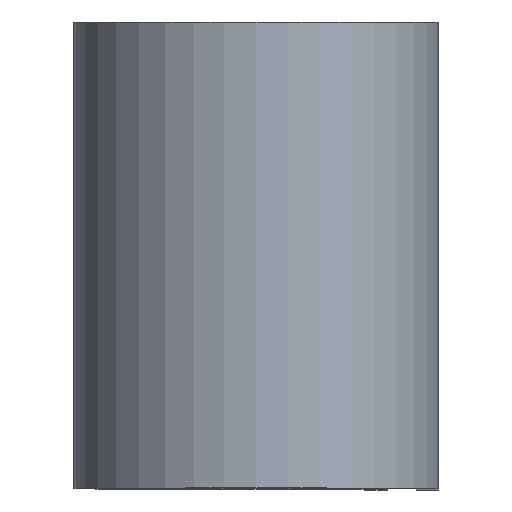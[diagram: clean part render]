
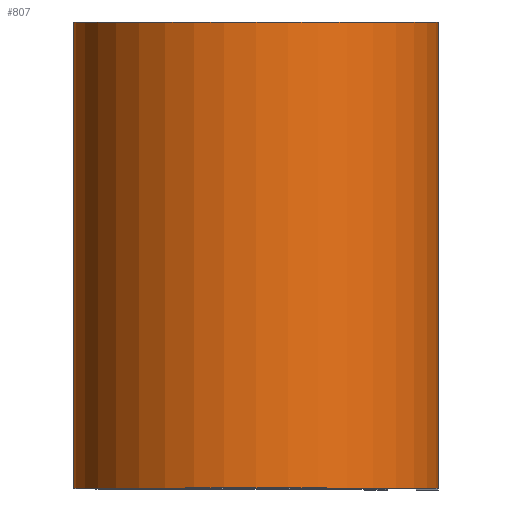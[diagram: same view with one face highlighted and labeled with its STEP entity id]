
A CAD part, top view. The second image highlights one B-rep face of the part: STEP entity #807.
In plain terms, the highlighted cylindrical face has radius 9.944 mm (diameter 19.888 mm), a partial arc.
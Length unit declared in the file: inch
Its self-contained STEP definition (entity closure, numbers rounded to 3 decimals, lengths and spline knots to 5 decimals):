
#11 = VERTEX_POINT ( 'NONE', #346 ) ;
#44 = CARTESIAN_POINT ( 'NONE',  ( -0.3915, 0.5, 0.687 ) ) ;
#51 = AXIS2_PLACEMENT_3D ( 'NONE', #491, #90, #561 ) ;
#76 = ORIENTED_EDGE ( 'NONE', *, *, #529, .T. ) ;
#85 = CIRCLE ( 'NONE', #648, 0.3915 ) ;
#90 = DIRECTION ( 'NONE',  ( 0., 1., 0. ) ) ;
#121 = CARTESIAN_POINT ( 'NONE',  ( 0., 0.5, 0.687 ) ) ;
#138 = VERTEX_POINT ( 'NONE', #689 ) ;
#168 = DIRECTION ( 'NONE',  ( 0., 1., 0. ) ) ;
#187 = DIRECTION ( 'NONE',  ( 0., -1., 0. ) ) ;
#208 = EDGE_CURVE ( 'NONE', #11, #789, #85, .T. ) ;
#240 = FACE_OUTER_BOUND ( 'NONE', #414, .T. ) ;
#257 = LINE ( 'NONE', #459, #395 ) ;
#333 = DIRECTION ( 'NONE',  ( 0., -1., 0. ) ) ;
#346 = CARTESIAN_POINT ( 'NONE',  ( -0.3915, -0.5, 0.687 ) ) ;
#357 = AXIS2_PLACEMENT_3D ( 'NONE', #121, #187, #717 ) ;
#395 = VECTOR ( 'NONE', #333, 39.37008 ) ;
#412 = ORIENTED_EDGE ( 'NONE', *, *, #208, .T. ) ;
#414 = EDGE_LOOP ( 'NONE', ( #412, #541, #870, #76 ) ) ;
#430 = DIRECTION ( 'NONE',  ( 0., -1., 0. ) ) ;
#459 = CARTESIAN_POINT ( 'NONE',  ( 0.3915, 0.5, 0.687 ) ) ;
#484 = EDGE_CURVE ( 'NONE', #684, #138, #510, .T. ) ;
#491 = CARTESIAN_POINT ( 'NONE',  ( 0., 0.5, 0.687 ) ) ;
#509 = DIRECTION ( 'NONE',  ( 1., 0., 0. ) ) ;
#510 = CIRCLE ( 'NONE', #51, 0.3915 ) ;
#529 = EDGE_CURVE ( 'NONE', #684, #11, #663, .T. ) ;
#541 = ORIENTED_EDGE ( 'NONE', *, *, #828, .F. ) ;
#561 = DIRECTION ( 'NONE',  ( 1., 0., 0. ) ) ;
#646 = VECTOR ( 'NONE', #430, 39.37008 ) ;
#648 = AXIS2_PLACEMENT_3D ( 'NONE', #769, #168, #509 ) ;
#663 = LINE ( 'NONE', #693, #646 ) ;
#684 = VERTEX_POINT ( 'NONE', #44 ) ;
#689 = CARTESIAN_POINT ( 'NONE',  ( 0.3915, 0.5, 0.687 ) ) ;
#693 = CARTESIAN_POINT ( 'NONE',  ( -0.3915, 0.5, 0.687 ) ) ;
#717 = DIRECTION ( 'NONE',  ( 0., 0., -1. ) ) ;
#743 = CYLINDRICAL_SURFACE ( 'NONE', #357, 0.3915 ) ;
#769 = CARTESIAN_POINT ( 'NONE',  ( 0., -0.5, 0.687 ) ) ;
#789 = VERTEX_POINT ( 'NONE', #846 ) ;
#807 = ADVANCED_FACE ( 'NONE', ( #240 ), #743, .T. ) ;
#828 = EDGE_CURVE ( 'NONE', #138, #789, #257, .T. ) ;
#846 = CARTESIAN_POINT ( 'NONE',  ( 0.3915, -0.5, 0.687 ) ) ;
#870 = ORIENTED_EDGE ( 'NONE', *, *, #484, .F. ) ;
